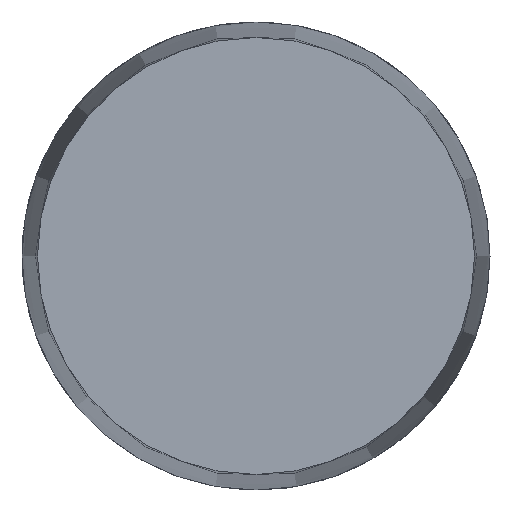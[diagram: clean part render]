
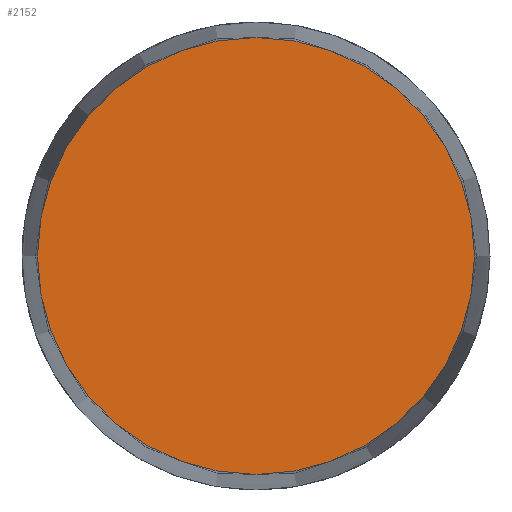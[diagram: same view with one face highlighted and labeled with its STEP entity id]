
A CAD part, front view. The second image highlights one B-rep face of the part: STEP entity #2152.
In plain terms, the highlighted planar face has unit normal (0, -1, 0).
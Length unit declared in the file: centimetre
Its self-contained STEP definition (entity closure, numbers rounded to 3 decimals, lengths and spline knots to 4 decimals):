
#517=FACE_OUTER_BOUND('',#678,.T.);
#678=EDGE_LOOP('',(#1822));
#808=CIRCLE('',#2368,1.486);
#995=VERTEX_POINT('',#4559);
#1278=EDGE_CURVE('',#995,#995,#808,.T.);
#1822=ORIENTED_EDGE('',*,*,#1278,.F.);
#1895=PLANE('',#2367);
#2152=ADVANCED_FACE('',(#517),#1895,.T.);
#2367=AXIS2_PLACEMENT_3D('',#4558,#2873,#2874);
#2368=AXIS2_PLACEMENT_3D('',#4560,#2875,#2876);
#2873=DIRECTION('center_axis',(0.,-1.,0.));
#2874=DIRECTION('ref_axis',(0.,0.,1.));
#2875=DIRECTION('center_axis',(0.,1.,0.));
#2876=DIRECTION('ref_axis',(0.,0.,
-1.));
#4558=CARTESIAN_POINT('Origin',(7.3201,-8.4577,3.7531));
#4559=CARTESIAN_POINT('',(7.3201,-8.4577,3.7531));
#4560=CARTESIAN_POINT('Origin',(8.8061,-8.4577,3.7531));
